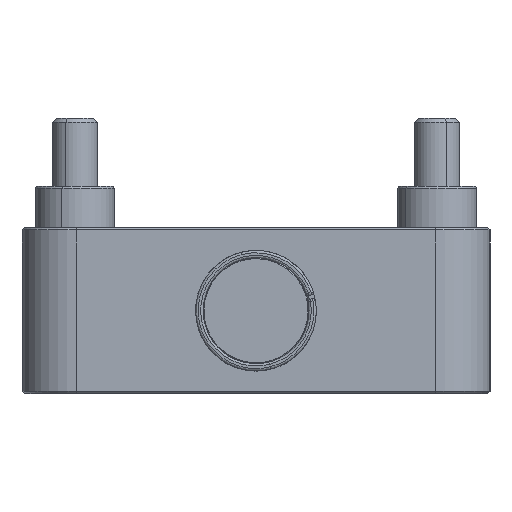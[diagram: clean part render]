
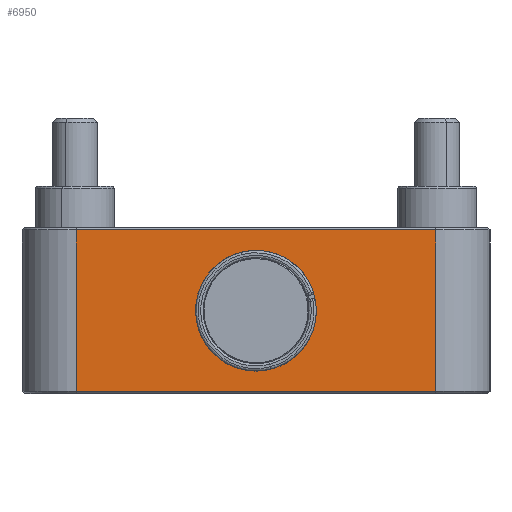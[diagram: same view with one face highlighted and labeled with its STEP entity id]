
A CAD part, front view. The second image highlights one B-rep face of the part: STEP entity #6950.
In plain terms, the highlighted planar face has unit normal (0, -1, 0).
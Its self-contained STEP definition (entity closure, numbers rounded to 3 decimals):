
#49 = CARTESIAN_POINT ( 'NONE',  ( -23.8, -40., 10.7 ) ) ;
#158 = ORIENTED_EDGE ( 'NONE', *, *, #6998, .T. ) ;
#334 = EDGE_CURVE ( 'NONE', #1857, #7747, #567, .T. ) ;
#415 = VECTOR ( 'NONE', #1262, 1000. ) ;
#421 = VERTEX_POINT ( 'NONE', #10041 ) ;
#443 = FACE_BOUND ( 'NONE', #5414, .T. ) ;
#567 = LINE ( 'NONE', #1184, #415 ) ;
#605 = EDGE_CURVE ( 'NONE', #421, #6446, #7564, .T. ) ;
#785 = DIRECTION ( 'NONE',  ( 0., 0., 1. ) ) ;
#977 = PLANE ( 'NONE',  #6472 ) ;
#1184 = CARTESIAN_POINT ( 'NONE',  ( 23.8, -40., -11. ) ) ;
#1241 = CARTESIAN_POINT ( 'NONE',  ( 0., -40., 0. ) ) ;
#1262 = DIRECTION ( 'NONE',  ( 0., 0., 1. ) ) ;
#1504 = DIRECTION ( 'NONE',  ( 0., 0., 1. ) ) ;
#1857 = VERTEX_POINT ( 'NONE', #4061 ) ;
#1915 = VECTOR ( 'NONE', #785, 1000. ) ;
#2313 = CIRCLE ( 'NONE', #8884, 8. ) ;
#2325 = DIRECTION ( 'NONE',  ( 0., 0., 1. ) ) ;
#3093 = ORIENTED_EDGE ( 'NONE', *, *, #334, .T. ) ;
#3166 = ORIENTED_EDGE ( 'NONE', *, *, #6691, .F. ) ;
#3229 = DIRECTION ( 'NONE',  ( -1., 0., 0. ) ) ;
#3290 = CIRCLE ( 'NONE', #8530, 8. ) ;
#3313 = LINE ( 'NONE', #7538, #11515 ) ;
#3532 = DIRECTION ( 'NONE',  ( 0., -1., 0. ) ) ;
#3584 = CARTESIAN_POINT ( 'NONE',  ( 23.8, -40., 10.7 ) ) ;
#3926 = LINE ( 'NONE', #49, #5429 ) ;
#4061 = CARTESIAN_POINT ( 'NONE',  ( 23.8, -40., -10.7 ) ) ;
#4170 = ORIENTED_EDGE ( 'NONE', *, *, #9069, .T. ) ;
#4360 = DIRECTION ( 'NONE',  ( 1., 0., 0. ) ) ;
#4584 = ORIENTED_EDGE ( 'NONE', *, *, #9564, .F. ) ;
#5414 = EDGE_LOOP ( 'NONE', ( #3166, #4584 ) ) ;
#5429 = VECTOR ( 'NONE', #11785, 1000. ) ;
#5610 = VERTEX_POINT ( 'NONE', #11537 ) ;
#6271 = CARTESIAN_POINT ( 'NONE',  ( -23.8, -40., -11. ) ) ;
#6321 = CARTESIAN_POINT ( 'NONE',  ( 0., -40., 8. ) ) ;
#6446 = VERTEX_POINT ( 'NONE', #10270 ) ;
#6472 = AXIS2_PLACEMENT_3D ( 'NONE', #10659, #8466, #3229 ) ;
#6691 = EDGE_CURVE ( 'NONE', #5610, #9449, #3290, .T. ) ;
#6950 = ADVANCED_FACE ( 'NONE', ( #443, #12447 ), #977, .F. ) ;
#6998 = EDGE_CURVE ( 'NONE', #7747, #6446, #3926, .T. ) ;
#7538 = CARTESIAN_POINT ( 'NONE',  ( -23.8, -40., -10.7 ) ) ;
#7564 = LINE ( 'NONE', #6271, #1915 ) ;
#7747 = VERTEX_POINT ( 'NONE', #3584 ) ;
#7862 = CARTESIAN_POINT ( 'NONE',  ( 0., -40., 0. ) ) ;
#8466 = DIRECTION ( 'NONE',  ( 0., 1., 0. ) ) ;
#8530 = AXIS2_PLACEMENT_3D ( 'NONE', #7862, #3532, #1504 ) ;
#8688 = DIRECTION ( 'NONE',  ( 0., -1., 0. ) ) ;
#8884 = AXIS2_PLACEMENT_3D ( 'NONE', #1241, #8688, #2325 ) ;
#9069 = EDGE_CURVE ( 'NONE', #421, #1857, #3313, .T. ) ;
#9449 = VERTEX_POINT ( 'NONE', #6321 ) ;
#9564 = EDGE_CURVE ( 'NONE', #9449, #5610, #2313, .T. ) ;
#9675 = ORIENTED_EDGE ( 'NONE', *, *, #605, .F. ) ;
#10041 = CARTESIAN_POINT ( 'NONE',  ( -23.8, -40., -10.7 ) ) ;
#10270 = CARTESIAN_POINT ( 'NONE',  ( -23.8, -40., 10.7 ) ) ;
#10659 = CARTESIAN_POINT ( 'NONE',  ( -23.8, -40., -11. ) ) ;
#11515 = VECTOR ( 'NONE', #4360, 1000. ) ;
#11537 = CARTESIAN_POINT ( 'NONE',  ( 0., -40., -8. ) ) ;
#11785 = DIRECTION ( 'NONE',  ( -1., 0., 0. ) ) ;
#11842 = EDGE_LOOP ( 'NONE', ( #3093, #158, #9675, #4170 ) ) ;
#12447 = FACE_OUTER_BOUND ( 'NONE', #11842, .T. ) ;
